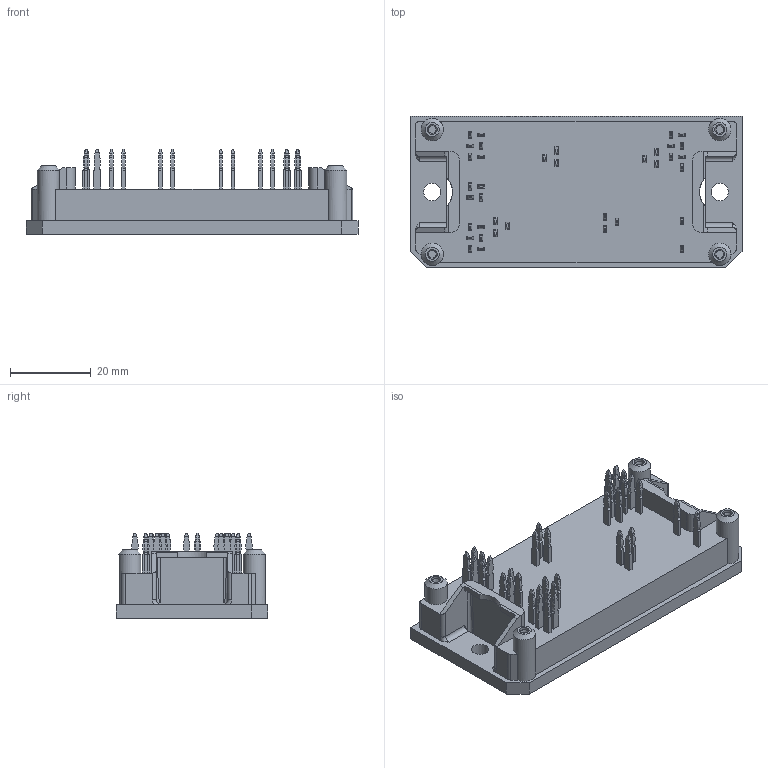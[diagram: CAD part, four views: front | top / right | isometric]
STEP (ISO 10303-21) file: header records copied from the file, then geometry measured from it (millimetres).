
FILE_DESCRIPTION( ( 'Unknown' ), '1' );
FILE_NAME( 'Flow1-4T17Y-M130-02-OL.stp', 'Unknown', ( 'Unknown' ), ( 'Unknown' ), 'PSStep 14.0', 'Unknown', ' ' );
FILE_SCHEMA( ( 'AUTOMOTIVE_DESIGN { 1 0 10303 214 1 1 1 1 }' ) );
Length unit declared in the file: millimetre
Products named in the file (1): 1
Bounding box: 82 x 37.4 x 21.23 mm (x, y, z)
Volume: 29200.6 mm3; surface area: 12887.6 mm2
Topology: 1 solids, 1 shells, 850 faces, 2391 edges, 1589 vertices
Faces by surface type: plane 570, cylinder 258, cone 18, torus 4
Full cylindrical faces by diameter (mm): 2.4 x4, 4.3 x2, 5.5 x4
Entity records: 34038 total; most frequent: CARTESIAN_POINT 4867, ORIENTED_EDGE 4716, DIRECTION 4596, EDGE_CURVE 2358, LINE 1790, VECTOR 1790, VERTEX_POINT 1578, AXIS2_PLACEMENT_3D 1403
